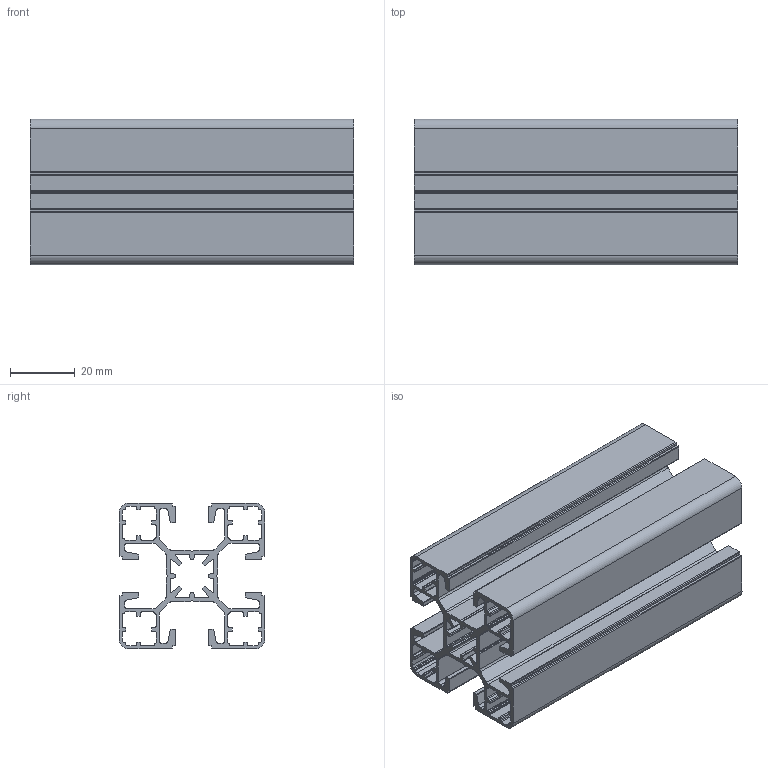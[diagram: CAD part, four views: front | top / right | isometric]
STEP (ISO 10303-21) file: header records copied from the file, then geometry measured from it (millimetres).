
FILE_DESCRIPTION (( 'STEP AP203' ), '1' );
FILE_NAME ('AL-PSL-4545 Àëþìèíèåâûé êîíñòðóêöèîííûé ïðîôèëü 45õ45SL.STEP', '2023-11-07T05:37:39', ( '' ), ( '' ), 'SwSTEP 2.0', 'SolidWorks 2021', '' );
FILE_SCHEMA (( 'CONFIG_CONTROL_DESIGN' ));
Length unit declared in the file: millimetre
Products named in the file (1): AL-PSL-4545 Àëþìèíèåâûé êîíñòðóêöèîííûé ïðîôèëü 45õ45SL
Bounding box: 100 x 45 x 45 mm (x, y, z)
Volume: 46911 mm3; surface area: 68875.3 mm2
Topology: 1 solids, 1 shells, 503 faces, 1503 edges, 1002 vertices
Faces by surface type: cylinder 269, plane 234
Entity records: 17192 total; most frequent: DIRECTION 3049, CARTESIAN_POINT 3009, ORIENTED_EDGE 3006, EDGE_CURVE 1503, AXIS2_PLACEMENT_3D 1042, VERTEX_POINT 1002, LINE 965, VECTOR 965
